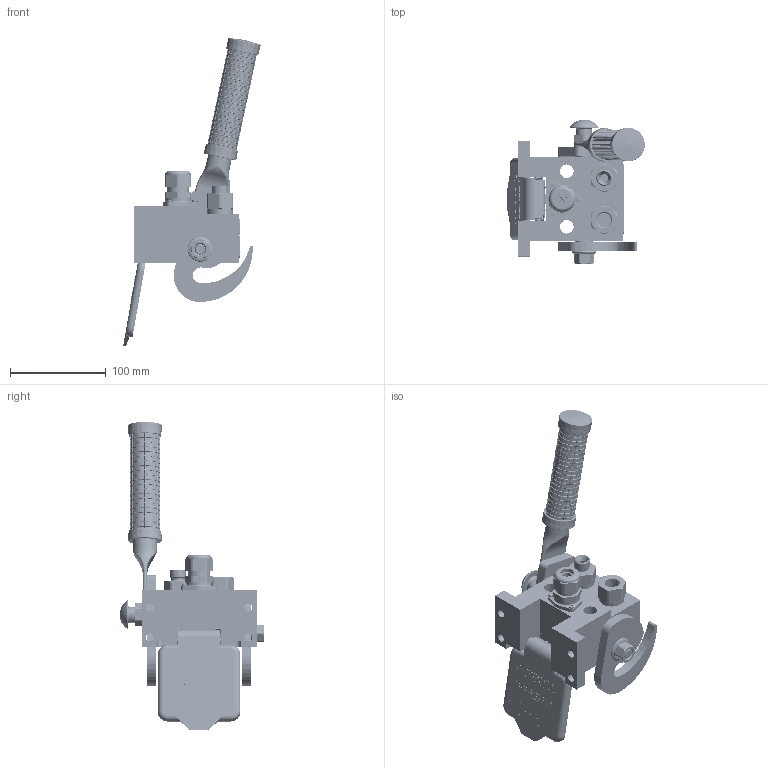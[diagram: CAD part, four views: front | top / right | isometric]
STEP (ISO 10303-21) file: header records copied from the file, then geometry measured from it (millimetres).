
FILE_DESCRIPTION (( 'STEP AP214' ), '1' );
FILE_NAME ('FASTER.step', '2021-07-07T13:20:49', ( '' ), ( '' ), 'SwSTEP 2.0', 'SolidWorks 2017', '' );
FILE_SCHEMA (( 'AUTOMOTIVE_DESIGN' ));
Length unit declared in the file: millimetre
Products named in the file (45): 0048_042_0412_000; 4132_014_0000_000; Copia di inspel08-7_f.asm^corspel08-7_f; 4820_024_1002_011; 4820_001_0004_000; 4830_044_0000_000; 4830_025_0000_001; 4830_001_0005_300; 4820_024_1001_021; Copia di 4850_007_0003_000.prt^corspel08-7_f; 4850_007_0000_000; 4820_024_1001_010; 4820_020_0000_001; or2x18; 4830_025_1000_000; FASTER; 4820_024_1003_000; 4830_001_0005_301; 4241_072_0000_200; or1_5x7_m; Copia di 4830_042_0000_000.prt^corspel08-7_f; sicura_p5; 2ffnb3816_38gf; 4820_001_0001_004; 4830_025_2000_000; A_2ffnb3816_38gf; 4850_024_0000_012; 4820_024_1003_000_ASM; 4830_070_0000_001; CURS_MOLLA_38; 1540_080_0012_000; 2ffnb38_gas_f; Copia di inspel08-7_f.prt^Copia di inspel08-7_f.asm_corspel08-7_f; 4132_072_0000_300; Copia di 4850_032_0000_000.prt^Copia di inspel08-7_f.asm_corspel08-7_f; et011; conn_7p_f; 4820_024_1001_020; P306_F_BASE; corspel08-7_f ...
Assembly tree (54 placements, depth 5):
  FASTER
    P306_F_BASE
      4820_020_0000_001
      4820_001_0001_004
      4820_001_0004_000
      4830_001_0005_300
      4830_001_0005_301
      4830_025_1000_000
      4830_022_0000_011
      4830_070_0000_001
    conn_7p_f
      corspel08-7_f
        Copia di 4850_007_0001_000.prt^corspel08-7_f
        Copia di inspel08-7_f.asm^corspel08-7_f
          Copia di inspel08-7_f.prt^Copia di inspel08-7_f.asm_corspel08-7_f
          Copia di 4850_032_0000_000.prt^Copia di inspel08-7_f.asm_corspel08-7_f  x7
        Copia di 4850_007_0003_000.prt^corspel08-7_f
        Copia di 4830_042_0000_000.prt^corspel08-7_f
      4830_044_0000_000  x3
      4850_007_0000_000
      4241_072_0000_200
    A_2ffnb3816_38gf
      CURS_MOLLA_38
        4132_072_0000_300
        4132_014_0000_000
      2ffnb3816_38gf
        2ffnb3816_38gf
    A_2ffnb38_gas_f
      CURS_MOLLA_38
        4132_072_0000_300
        4132_014_0000_000
      2ffnb38_gas_f
        2ffnb38_gas_f
    4820_024_1003_000
      4820_024_1003_000_ASM
        4820_024_1001_010
        4820_024_1001_021
        4820_024_1002_011
      sicura_p5
        4830_025_0000_001
        or1_5x7_m
        0048_042_0412_000
      4820_024_1001_020
      1540_080_0012_000
      4850_024_0000_012
      4830_025_2000_000
      or2x18  x2
    et011
Bounding box: 143.61 x 151.03 x 321.66 mm (x, y, z)
Volume: 192872.9 mm3; surface area: 263761.6 mm2
Topology: 40 solids, 78 shells, 5247 faces, 13733 edges, 8774 vertices
Faces by surface type: plane 2227, cylinder 1800, torus 600, cone 313, bspline 275, sphere 32
Entity records: 218582 total; most frequent: CARTESIAN_POINT 96727, ORIENTED_EDGE 25595, DIRECTION 21697, EDGE_CURVE 12918, VERTEX_POINT 8292, VECTOR 7331, LINE 7331, AXIS2_PLACEMENT_3D 7183
